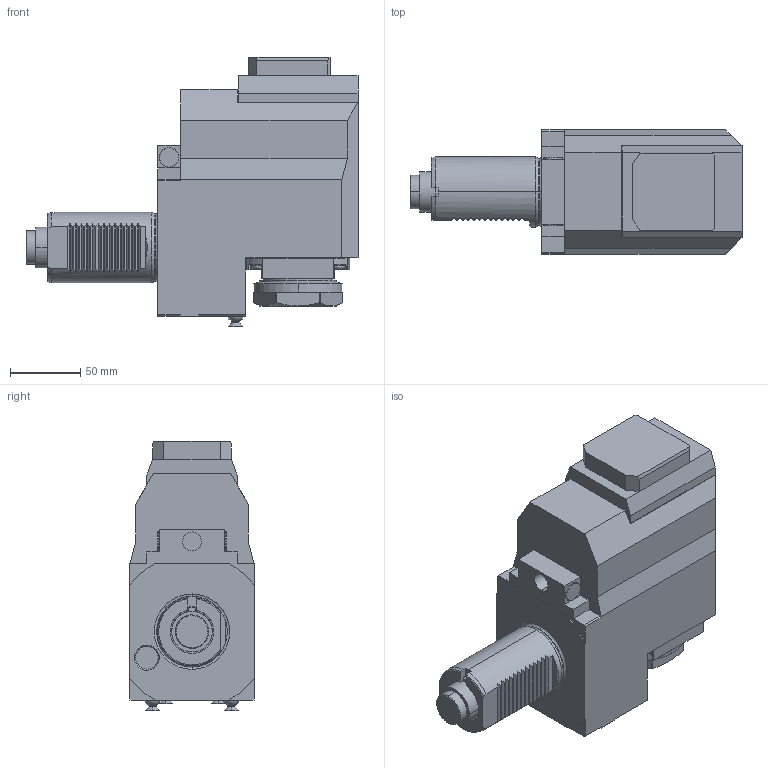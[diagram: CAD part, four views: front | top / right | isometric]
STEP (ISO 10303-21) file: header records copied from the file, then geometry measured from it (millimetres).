
FILE_DESCRIPTION((''),'2;1');
FILE_NAME('SAU0631250_CONF','2025-01-13T09:36:25',('fpalella'),('M.T. srl'),'CREO PARAMETRIC BY PTC INC, 2023352','CREO PARAMETRIC BY PTC INC, 2023352','');
FILE_SCHEMA(('CONFIG_CONTROL_DESIGN'));
Length unit declared in the file: millimetre
Products named in the file (1): SAU0631250_CONF
Bounding box: 235.5 x 88 x 191.05 mm (x, y, z)
Volume: 1870364.2 mm3; surface area: 152475.5 mm2
Topology: 2 solids, 2 shells, 461 faces, 1172 edges, 750 vertices
Faces by surface type: plane 226, cylinder 149, cone 56, torus 26, sphere 2, extrusion 2
Entity records: 15515 total; most frequent: CARTESIAN_POINT 4255, DIRECTION 2346, ORIENTED_EDGE 2328, EDGE_CURVE 1164, AXIS2_PLACEMENT_3D 850, VERTEX_POINT 750, VECTOR 646, LINE 644
